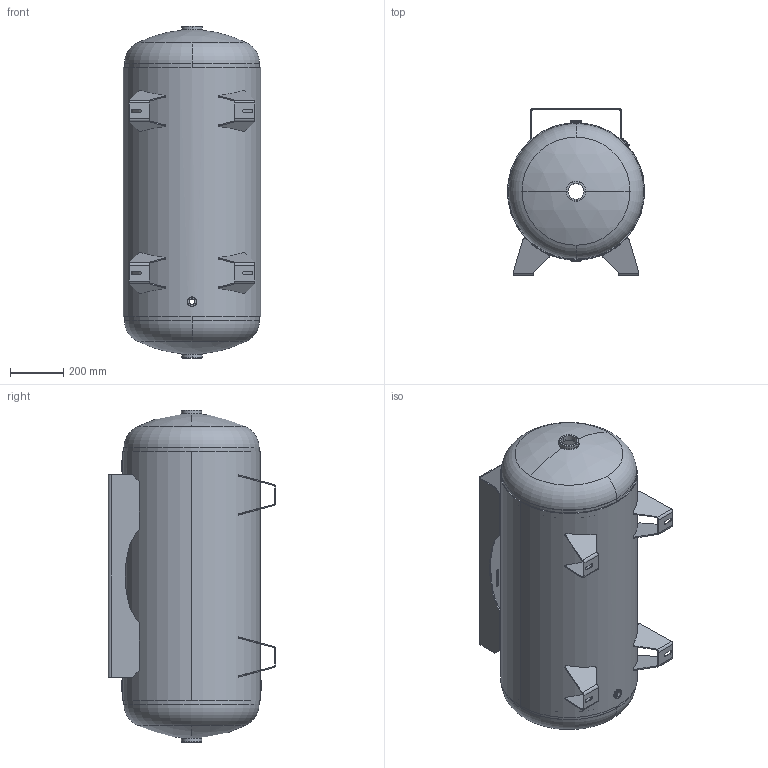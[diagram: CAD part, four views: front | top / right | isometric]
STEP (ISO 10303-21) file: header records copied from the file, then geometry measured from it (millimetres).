
FILE_DESCRIPTION (( 'STEP AP203' ), '1' );
FILE_NAME ('302474.STEP', '2012-03-06T17:06:55', ( '' ), ( '' ), 'SwSTEP 2.0', 'SolidWorks 2011', '' );
FILE_SCHEMA (( 'CONFIG_CONTROL_DESIGN' ));
Length unit declared in the file: inch
Products named in the file (1): 302474
Bounding box: 515.82 x 629.32 x 1248.56 mm (x, y, z)
Surface area: 5016067.3 mm2 (no closed solid volume)
Topology: 0 solids, 26 shells, 340 faces, 886 edges, 560 vertices
Faces by surface type: cylinder 147, plane 141, torus 34, bspline 12, sphere 6
Full cylindrical faces by diameter (mm): 508 x1, 515.823 x1
Entity records: 13166 total; most frequent: CARTESIAN_POINT 4603, DIRECTION 1868, ORIENTED_EDGE 1640, EDGE_CURVE 886, AXIS2_PLACEMENT_3D 713, VERTEX_POINT 560, VECTOR 442, LINE 442
